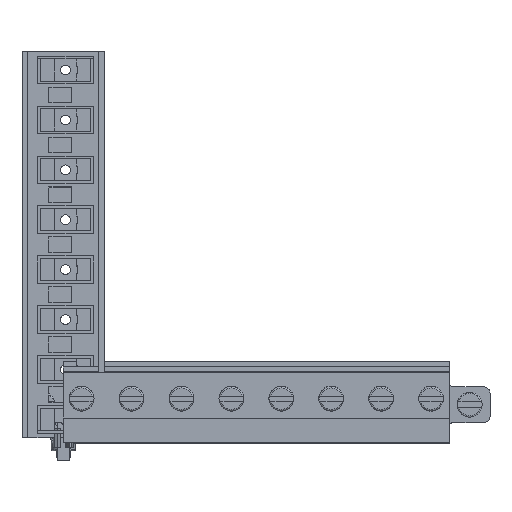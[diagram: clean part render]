
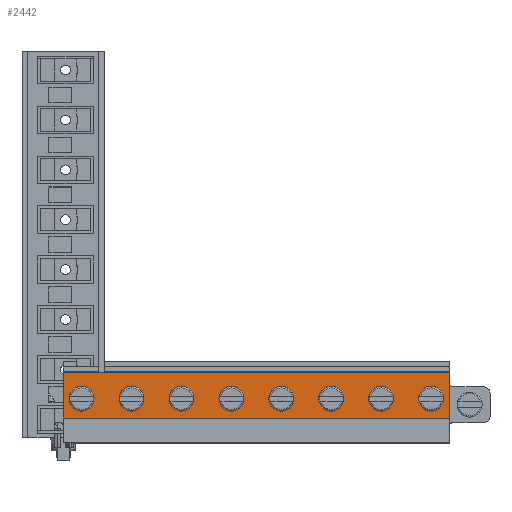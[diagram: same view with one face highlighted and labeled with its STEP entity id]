
A CAD part, top view. The second image highlights one B-rep face of the part: STEP entity #2442.
In plain terms, the highlighted planar face has unit normal (0, 0, 1).
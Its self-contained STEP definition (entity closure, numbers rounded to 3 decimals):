
#2442 = ADVANCED_FACE( '', ( #5216, #5217, #5218, #5219, #5220, #5221, #5222, #5223, #5224 ), #5225, .T. );
#5216 = FACE_BOUND( '', #8274, .T. );
#5217 = FACE_BOUND( '', #8275, .T. );
#5218 = FACE_BOUND( '', #8276, .T. );
#5219 = FACE_BOUND( '', #8277, .T. );
#5220 = FACE_BOUND( '', #8278, .T. );
#5221 = FACE_BOUND( '', #8279, .T. );
#5222 = FACE_BOUND( '', #8280, .T. );
#5223 = FACE_BOUND( '', #8281, .T. );
#5224 = FACE_OUTER_BOUND( '', #8282, .T. );
#5225 = PLANE( '', #8283 );
#8274 = EDGE_LOOP( '', ( #15722 ) );
#8275 = EDGE_LOOP( '', ( #15723 ) );
#8276 = EDGE_LOOP( '', ( #15724 ) );
#8277 = EDGE_LOOP( '', ( #15725 ) );
#8278 = EDGE_LOOP( '', ( #15726 ) );
#8279 = EDGE_LOOP( '', ( #15727 ) );
#8280 = EDGE_LOOP( '', ( #15728 ) );
#8281 = EDGE_LOOP( '', ( #15729 ) );
#8282 = EDGE_LOOP( '', ( #15730, #15731, #15732, #15733 ) );
#8283 = AXIS2_PLACEMENT_3D( '', #15734, #15735, #15736 );
#15722 = ORIENTED_EDGE( '', *, *, #20015, .T. );
#15723 = ORIENTED_EDGE( '', *, *, #18558, .T. );
#15724 = ORIENTED_EDGE( '', *, *, #20717, .T. );
#15725 = ORIENTED_EDGE( '', *, *, #20983, .T. );
#15726 = ORIENTED_EDGE( '', *, *, #18259, .T. );
#15727 = ORIENTED_EDGE( '', *, *, #19556, .T. );
#15728 = ORIENTED_EDGE( '', *, *, #20131, .T. );
#15729 = ORIENTED_EDGE( '', *, *, #19776, .T. );
#15730 = ORIENTED_EDGE( '', *, *, #20984, .F. );
#15731 = ORIENTED_EDGE( '', *, *, #20421, .F. );
#15732 = ORIENTED_EDGE( '', *, *, #20985, .T. );
#15733 = ORIENTED_EDGE( '', *, *, #19827, .T. );
#15734 = CARTESIAN_POINT( '', ( 58.94, 3., 17.6 ) );
#15735 = DIRECTION( '', ( 0., 0., 1. ) );
#15736 = DIRECTION( '', ( 1., 0., 0. ) );
#18259 = EDGE_CURVE( '', #22043, #22043, #22044, .T. );
#18558 = EDGE_CURVE( '', #22574, #22574, #22575, .T. );
#19556 = EDGE_CURVE( '', #24179, #24179, #24180, .T. );
#19776 = EDGE_CURVE( '', #24523, #24523, #24524, .T. );
#19827 = EDGE_CURVE( '', #24598, #24595, #24599, .T. );
#20015 = EDGE_CURVE( '', #24870, #24870, #24871, .T. );
#20131 = EDGE_CURVE( '', #25033, #25033, #25034, .T. );
#20421 = EDGE_CURVE( '', #25418, #25416, #25420, .T. );
#20717 = EDGE_CURVE( '', #25808, #25808, #25809, .T. );
#20983 = EDGE_CURVE( '', #26122, #26122, #26123, .T. );
#20984 = EDGE_CURVE( '', #25416, #24595, #26124, .T. );
#20985 = EDGE_CURVE( '', #25418, #24598, #26125, .T. );
#22043 = VERTEX_POINT( '', #27524 );
#22044 = CIRCLE( '', #27525, 1.9 );
#22574 = VERTEX_POINT( '', #28280 );
#22575 = CIRCLE( '', #28281, 1.9 );
#24179 = VERTEX_POINT( '', #30622 );
#24180 = CIRCLE( '', #30623, 1.9 );
#24523 = VERTEX_POINT( '', #31103 );
#24524 = CIRCLE( '', #31104, 1.9 );
#24595 = VERTEX_POINT( '', #31210 );
#24598 = VERTEX_POINT( '', #31214 );
#24599 = LINE( '', #31215, #31216 );
#24870 = VERTEX_POINT( '', #31611 );
#24871 = CIRCLE( '', #31612, 1.9 );
#25033 = VERTEX_POINT( '', #31859 );
#25034 = CIRCLE( '', #31860, 1.9 );
#25416 = VERTEX_POINT( '', #32440 );
#25418 = VERTEX_POINT( '', #32443 );
#25420 = LINE( '', #32446, #32447 );
#25808 = VERTEX_POINT( '', #33021 );
#25809 = CIRCLE( '', #33022, 1.9 );
#26122 = VERTEX_POINT( '', #33488 );
#26123 = CIRCLE( '', #33489, 1.9 );
#26124 = LINE( '', #33490, #33491 );
#26125 = LINE( '', #33492, #33493 );
#27524 = CARTESIAN_POINT( '', ( 18.04, 4.05, 17.6 ) );
#27525 = AXIS2_PLACEMENT_3D( '', #34411, #34412, #34413 );
#28280 = CARTESIAN_POINT( '', ( 40.9, 4.05, 17.6 ) );
#28281 = AXIS2_PLACEMENT_3D( '', #34693, #34694, #34695 );
#30622 = CARTESIAN_POINT( '', ( 10.42, 4.05, 17.6 ) );
#30623 = AXIS2_PLACEMENT_3D( '', #35611, #35612, #35613 );
#31103 = CARTESIAN_POINT( '', ( 2.8, 4.05, 17.6 ) );
#31104 = AXIS2_PLACEMENT_3D( '', #35880, #35881, #35882 );
#31210 = CARTESIAN_POINT( '', ( 0., 10., 17.6 ) );
#31214 = CARTESIAN_POINT( '', ( 58.94, 10., 17.6 ) );
#31215 = CARTESIAN_POINT( '', ( 58.94, 10., 17.6 ) );
#31216 = VECTOR( '', #35919, 1000. );
#31611 = CARTESIAN_POINT( '', ( 48.52, 4.05, 17.6 ) );
#31612 = AXIS2_PLACEMENT_3D( '', #36092, #36093, #36094 );
#31859 = CARTESIAN_POINT( '', ( 56.14, 4.05, 17.6 ) );
#31860 = AXIS2_PLACEMENT_3D( '', #36192, #36193, #36194 );
#32440 = CARTESIAN_POINT( '', ( 0., 3., 17.6 ) );
#32443 = CARTESIAN_POINT( '', ( 58.94, 3., 17.6 ) );
#32446 = CARTESIAN_POINT( '', ( 58.94, 3., 17.6 ) );
#32447 = VECTOR( '', #36418, 1000. );
#33021 = CARTESIAN_POINT( '', ( 33.28, 4.05, 17.6 ) );
#33022 = AXIS2_PLACEMENT_3D( '', #36653, #36654, #36655 );
#33488 = CARTESIAN_POINT( '', ( 25.66, 4.05, 17.6 ) );
#33489 = AXIS2_PLACEMENT_3D( '', #36839, #36840, #36841 );
#33490 = CARTESIAN_POINT( '', ( 0., 3., 17.6 ) );
#33491 = VECTOR( '', #36842, 1000. );
#33492 = CARTESIAN_POINT( '', ( 58.94, 3., 17.6 ) );
#33493 = VECTOR( '', #36843, 1000. );
#34411 = CARTESIAN_POINT( '', ( 18.04, 5.95, 17.6 ) );
#34412 = DIRECTION( '', ( 0., 0., -1. ) );
#34413 = DIRECTION( '', ( 0., -1., 0. ) );
#34693 = CARTESIAN_POINT( '', ( 40.9, 5.95, 17.6 ) );
#34694 = DIRECTION( '', ( 0., 0., -1. ) );
#34695 = DIRECTION( '', ( 0., -1., 0. ) );
#35611 = CARTESIAN_POINT( '', ( 10.42, 5.95, 17.6 ) );
#35612 = DIRECTION( '', ( 0., 0., -1. ) );
#35613 = DIRECTION( '', ( 0., -1., 0. ) );
#35880 = CARTESIAN_POINT( '', ( 2.8, 5.95, 17.6 ) );
#35881 = DIRECTION( '', ( 0., 0., -1. ) );
#35882 = DIRECTION( '', ( 0., -1., 0. ) );
#35919 = DIRECTION( '', ( -1., 0., 0. ) );
#36092 = CARTESIAN_POINT( '', ( 48.52, 5.95, 17.6 ) );
#36093 = DIRECTION( '', ( 0., 0., -1. ) );
#36094 = DIRECTION( '', ( 0., -1., 0. ) );
#36192 = CARTESIAN_POINT( '', ( 56.14, 5.95, 17.6 ) );
#36193 = DIRECTION( '', ( 0., 0., -1. ) );
#36194 = DIRECTION( '', ( 0., -1., 0. ) );
#36418 = DIRECTION( '', ( -1., 0., 0. ) );
#36653 = CARTESIAN_POINT( '', ( 33.28, 5.95, 17.6 ) );
#36654 = DIRECTION( '', ( 0., 0., -1. ) );
#36655 = DIRECTION( '', ( 0., -1., 0. ) );
#36839 = CARTESIAN_POINT( '', ( 25.66, 5.95, 17.6 ) );
#36840 = DIRECTION( '', ( 0., 0., -1. ) );
#36841 = DIRECTION( '', ( 0., -1., 0. ) );
#36842 = DIRECTION( '', ( 0., 1., 0. ) );
#36843 = DIRECTION( '', ( 0., 1., 0. ) );
